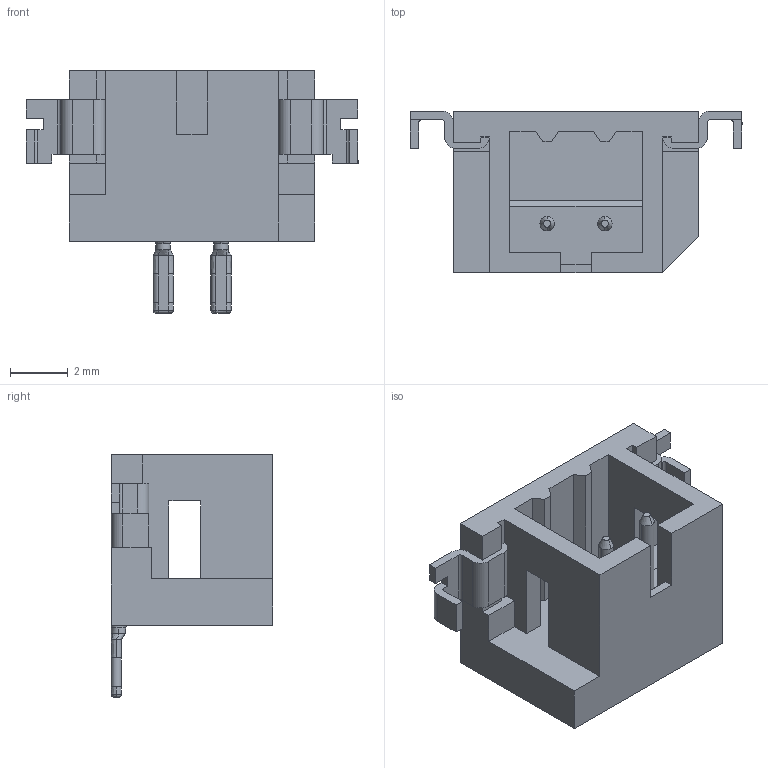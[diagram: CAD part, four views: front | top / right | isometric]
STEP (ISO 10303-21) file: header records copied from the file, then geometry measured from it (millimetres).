
FILE_DESCRIPTION(('Creo Elements/Direct Modeling STEP Export'),'2;1');
FILE_NAME('DF3D-2P-2H.stp','2016-05-23T11:01:33',(''),(''),'Creo Elements/Direct Modeling STEP processor for AP214 (Solid Model)','Creo Elements/Direct Modeling 18.1E 22-Nov-2013 (C) Parametric Technology GmbH','');
FILE_SCHEMA(('AUTOMOTIVE_DESIGN { 1 0 10303 214 1 1 1 1 }'));
Length unit declared in the file: millimetre
Products named in the file (1): DF3D-2P-2H
Bounding box: 11.5 x 5.6 x 8.4 mm (x, y, z)
Volume: 157.8 mm3; surface area: 376.7 mm2
Topology: 1 solids, 1 shells, 160 faces, 474 edges, 316 vertices
Faces by surface type: plane 88, bspline 40, cylinder 24, cone 4, torus 4
Entity records: 8144 total; most frequent: CARTESIAN_POINT 4106, ORIENTED_EDGE 948, DIRECTION 689, EDGE_CURVE 474, VERTEX_POINT 316, VECTOR 311, LINE 311, AXIS2_PLACEMENT_3D 189
